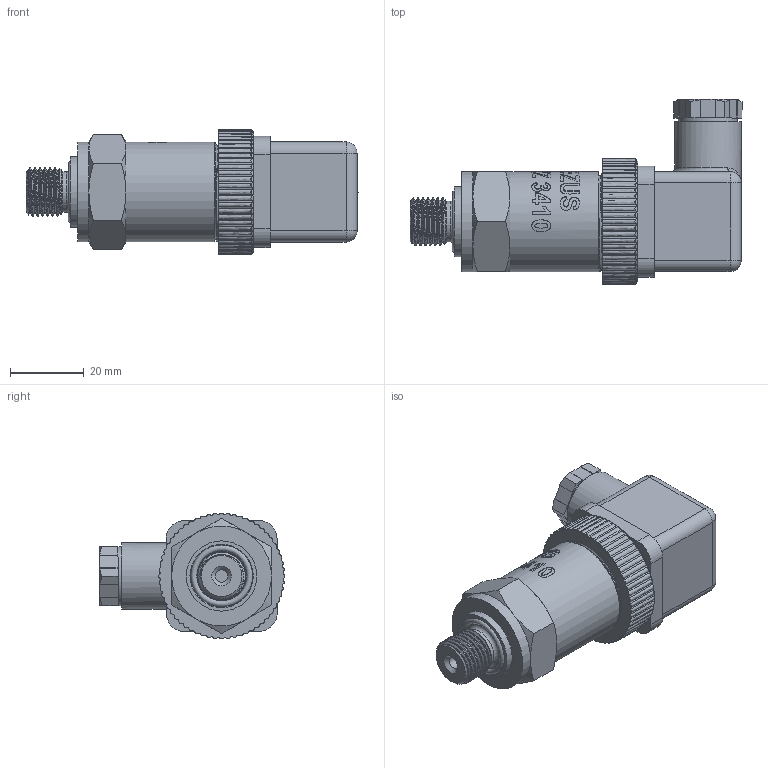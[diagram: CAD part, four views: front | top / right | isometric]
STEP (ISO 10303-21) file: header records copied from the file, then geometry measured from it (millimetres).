
FILE_DESCRIPTION(/* description */ (''),/* implementation_level */ '2;1');
FILE_NAME(/* name */ 'APZ3410_5_DIN43650A.step',/* time_stamp */ '2021-06-17T12:30:33+03:00',/* author */ (''),/* organization */ (''),/* preprocessor_version */ 'ST-DEVELOPER v18.1',/* originating_system */ 'Autodesk Translation Framework v10.9.0.1377',/* authorisation */ '');
FILE_SCHEMA (('AUTOMOTIVE_DESIGN { 1 0 10303 214 3 1 1 }'));
Products named in the file (5): APZ3410_x_y; OMAL nut M27x1.5 v8; DIN 43650A male Hirshmann round base v3; DIN 43650A female part 28 mm high v6; G 1/4 DIN
Assembly tree (4 placements, depth 2):
  APZ3410_x_y
    OMAL nut M27x1.5 v8
    DIN 43650A male Hirshmann round base v3
    DIN 43650A female part 28 mm high v6
    G 1/4 DIN
Bounding box: 89.74 x 50.02 x 34 mm (x, y, z)
Volume: 56271.9 mm3; surface area: 19853.8 mm2
Topology: 5 solids, 5 shells, 1373 faces, 3782 edges, 2515 vertices
Faces by surface type: plane 562, bspline 538, cylinder 217, cone 32, torus 18, sphere 6
Full cylindrical faces by diameter (mm): 1.6 x4, 1.65 x4, 2 x1, 2.2 x1, 2.537 x6, 2.579 x1, 2.938 x10, 3.2 x1, 3.3 x1, 5 x1, 6 x1, 7.8 x1, 8 x1, 10 x1, 11 x1, 11.445 x6, 13.5 x1, 16 x1, 16.7 x1, 18 x1, 19 x1, 21 x1, 21.4 x2, 22 x1, 24.4 x1, 25.132 x4, 25.526 x4, 26.85 x3, 27 x2, 27.208 x5
Entity records: 65104 total; most frequent: CARTESIAN_POINT 33813, ORIENTED_EDGE 7560, DIRECTION 4557, EDGE_CURVE 3780, VERTEX_POINT 2515, LINE 1813, VECTOR 1813, EDGE_LOOP 1491
